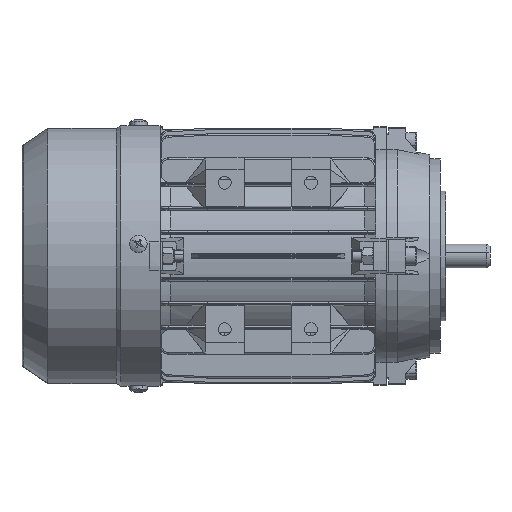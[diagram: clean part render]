
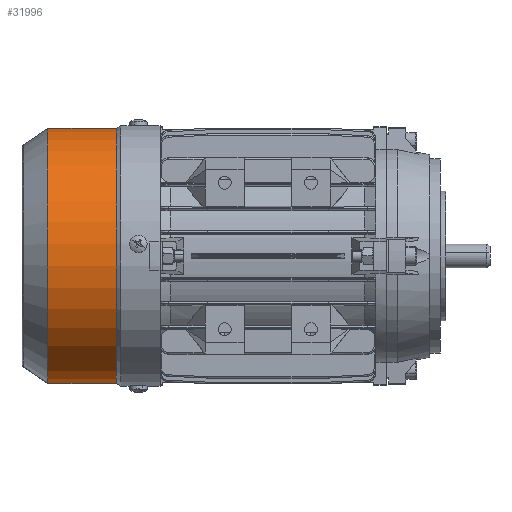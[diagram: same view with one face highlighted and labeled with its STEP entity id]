
A CAD part, front view. The second image highlights one B-rep face of the part: STEP entity #31996.
In plain terms, the highlighted cylindrical face has radius 59.3 mm (diameter 118.6 mm), a partial arc.
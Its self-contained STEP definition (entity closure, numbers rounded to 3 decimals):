
#28110 = CARTESIAN_POINT ( 'NONE',  ( 20.3, 0., -59.3 ) ) ;
#28111 = CARTESIAN_POINT ( 'NONE',  ( 20.3, 0., 59.3 ) ) ;
#28199 = DIRECTION ( 'NONE',  ( -1., 0., 0. ) ) ;
#28200 = VECTOR ( 'NONE', #28199, 1000. ) ;
#28201 = CARTESIAN_POINT ( 'NONE',  ( 0., 0., -59.3 ) ) ;
#28202 = LINE ( 'NONE', #28201, #28200 ) ;
#28203 = CARTESIAN_POINT ( 'NONE',  ( 52., 0., -59.3 ) ) ;
#28204 = CARTESIAN_POINT ( 'NONE',  ( 52., 0., 59.3 ) ) ;
#28211 = DIRECTION ( 'NONE',  ( -1., 0., 0. ) ) ;
#28212 = VECTOR ( 'NONE', #28211, 1000. ) ;
#28213 = CARTESIAN_POINT ( 'NONE',  ( 0., 0., 59.3 ) ) ;
#28214 = LINE ( 'NONE', #28213, #28212 ) ;
#31995 = EDGE_CURVE ( 'NONE', #77361, #77248, #67805, .T. ) ;
#31996 = ADVANCED_FACE ( 'NONE', ( #67788 ), #67899, .T. ) ;
#31997 = EDGE_LOOP ( 'NONE', ( #31998, #31999, #32056, #32057 ) ) ;
#31998 = ORIENTED_EDGE ( 'NONE', *, *, #77411, .F. ) ;
#31999 = ORIENTED_EDGE ( 'NONE', *, *, #31995, .T. ) ;
#32056 = ORIENTED_EDGE ( 'NONE', *, *, #76960, .T. ) ;
#32057 = ORIENTED_EDGE ( 'NONE', *, *, #32058, .F. ) ;
#32058 = EDGE_CURVE ( 'NONE', #70711, #70709, #68148, .T. ) ;
#67788 = FACE_OUTER_BOUND ( 'NONE', #31997, .T. ) ;
#67789 = DIRECTION ( 'NONE',  ( 0., 0., 1. ) ) ;
#67790 = DIRECTION ( 'NONE',  ( -1., 0., 0. ) ) ;
#67792 = CARTESIAN_POINT ( 'NONE',  ( 52., 0., 0. ) ) ;
#67794 = AXIS2_PLACEMENT_3D ( 'NONE', #67792, #67790, #67789 ) ;
#67805 = CIRCLE ( 'NONE', #67794, 59.3 ) ;
#67894 = DIRECTION ( 'NONE',  ( 0., 0., 1. ) ) ;
#67895 = DIRECTION ( 'NONE',  ( -1., 0., 0. ) ) ;
#67896 = CARTESIAN_POINT ( 'NONE',  ( 0., 0., 0. ) ) ;
#67897 = AXIS2_PLACEMENT_3D ( 'NONE', #67896, #67895, #67894 ) ;
#67899 = CYLINDRICAL_SURFACE ( 'NONE', #67897, 59.3 ) ;
#68142 = DIRECTION ( 'NONE',  ( 0., 0., 1. ) ) ;
#68144 = DIRECTION ( 'NONE',  ( -1., 0., 0. ) ) ;
#68146 = CARTESIAN_POINT ( 'NONE',  ( 20.3, 0., 0. ) ) ;
#68147 = AXIS2_PLACEMENT_3D ( 'NONE', #68146, #68144, #68142 ) ;
#68148 = CIRCLE ( 'NONE', #68147, 59.3 ) ;
#70709 = VERTEX_POINT ( 'NONE', #28111 ) ;
#70711 = VERTEX_POINT ( 'NONE', #28110 ) ;
#76960 = EDGE_CURVE ( 'NONE', #77248, #70709, #28214, .T. ) ;
#77248 = VERTEX_POINT ( 'NONE', #28204 ) ;
#77361 = VERTEX_POINT ( 'NONE', #28203 ) ;
#77411 = EDGE_CURVE ( 'NONE', #77361, #70711, #28202, .T. ) ;
